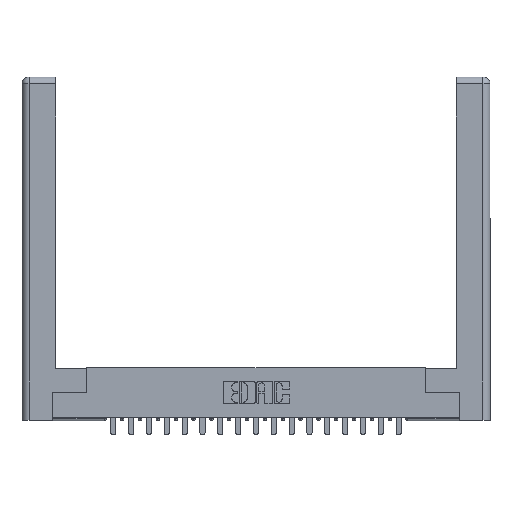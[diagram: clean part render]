
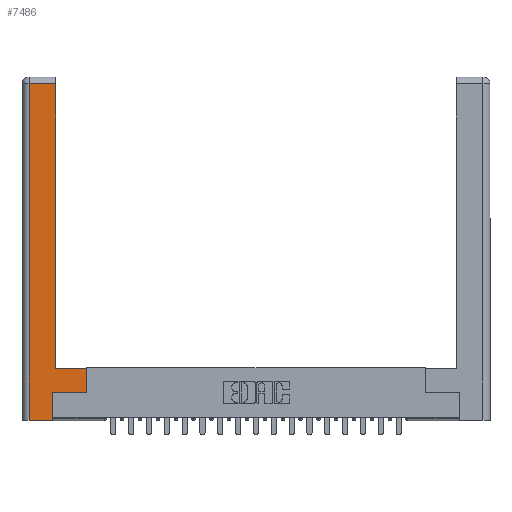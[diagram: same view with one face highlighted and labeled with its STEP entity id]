
A CAD part, top view. The second image highlights one B-rep face of the part: STEP entity #7486.
In plain terms, the highlighted planar face has unit normal (0, 0, 1).
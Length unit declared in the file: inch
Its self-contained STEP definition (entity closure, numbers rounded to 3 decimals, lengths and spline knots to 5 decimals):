
#67 = VERTEX_POINT ( 'NONE', #23929 ) ;
#270 = DIRECTION ( 'NONE',  ( 0., -1., 0. ) ) ;
#358 = ORIENTED_EDGE ( 'NONE', *, *, #3318, .T. ) ;
#520 = ORIENTED_EDGE ( 'NONE', *, *, #11792, .T. ) ;
#785 = CARTESIAN_POINT ( 'NONE',  ( 0.265, 0., 0. ) ) ;
#1399 = VECTOR ( 'NONE', #19200, 39.37008 ) ;
#2203 = EDGE_LOOP ( 'NONE', ( #520, #16339, #8840, #8092, #3383, #3452, #358, #19056 ) ) ;
#2721 = VERTEX_POINT ( 'NONE', #12232 ) ;
#2993 = VECTOR ( 'NONE', #10015, 39.37008 ) ;
#3318 = EDGE_CURVE ( 'NONE', #19307, #12573, #21706, .T. ) ;
#3383 = ORIENTED_EDGE ( 'NONE', *, *, #12820, .T. ) ;
#3452 = ORIENTED_EDGE ( 'NONE', *, *, #10575, .T. ) ;
#3812 = FACE_OUTER_BOUND ( 'NONE', #2203, .T. ) ;
#5321 = DIRECTION ( 'NONE',  ( -1., 0., 0. ) ) ;
#5876 = VECTOR ( 'NONE', #13703, 39.37008 ) ;
#6309 = CARTESIAN_POINT ( 'NONE',  ( 0.265, 0., 0. ) ) ;
#6875 = EDGE_CURVE ( 'NONE', #67, #8112, #14807, .T. ) ;
#7200 = CARTESIAN_POINT ( 'NONE',  ( 0., 0., 0. ) ) ;
#7204 = CARTESIAN_POINT ( 'NONE',  ( 0.0615, 2.94, 0. ) ) ;
#7486 = ADVANCED_FACE ( 'NONE', ( #3812 ), #23499, .F. ) ;
#7528 = CARTESIAN_POINT ( 'NONE',  ( 0.295, 2.94, 0. ) ) ;
#7860 = CARTESIAN_POINT ( 'NONE',  ( 0.265, 0.245, 0. ) ) ;
#8092 = ORIENTED_EDGE ( 'NONE', *, *, #6875, .T. ) ;
#8112 = VERTEX_POINT ( 'NONE', #6309 ) ;
#8623 = VERTEX_POINT ( 'NONE', #18884 ) ;
#8840 = ORIENTED_EDGE ( 'NONE', *, *, #8940, .T. ) ;
#8940 = EDGE_CURVE ( 'NONE', #8623, #67, #15880, .T. ) ;
#9052 = LINE ( 'NONE', #13480, #17087 ) ;
#9306 = VECTOR ( 'NONE', #270, 39.37008 ) ;
#10015 = DIRECTION ( 'NONE',  ( 0., 1., 0. ) ) ;
#10273 = CARTESIAN_POINT ( 'NONE',  ( 0.295, 3., 0. ) ) ;
#10548 = VECTOR ( 'NONE', #23383, 39.37008 ) ;
#10575 = EDGE_CURVE ( 'NONE', #18819, #19307, #22778, .T. ) ;
#10907 = VERTEX_POINT ( 'NONE', #7528 ) ;
#11462 = CARTESIAN_POINT ( 'NONE',  ( 0.565, 0.245, 0. ) ) ;
#11766 = CARTESIAN_POINT ( 'NONE',  ( 0.565, 0.245, 0. ) ) ;
#11792 = EDGE_CURVE ( 'NONE', #2721, #10907, #12835, .T. ) ;
#12232 = CARTESIAN_POINT ( 'NONE',  ( 0.295, 0.45, 0. ) ) ;
#12573 = VERTEX_POINT ( 'NONE', #16273 ) ;
#12582 = LINE ( 'NONE', #7204, #23317 ) ;
#12820 = EDGE_CURVE ( 'NONE', #8112, #18819, #17397, .T. ) ;
#12835 = LINE ( 'NONE', #10273, #10548 ) ;
#13221 = VECTOR ( 'NONE', #20762, 39.37008 ) ;
#13448 = EDGE_CURVE ( 'NONE', #12573, #2721, #9052, .T. ) ;
#13480 = CARTESIAN_POINT ( 'NONE',  ( 0.295, 0.45, 0. ) ) ;
#13703 = DIRECTION ( 'NONE',  ( 1., 0., 0. ) ) ;
#14807 = LINE ( 'NONE', #785, #5876 ) ;
#15716 = EDGE_CURVE ( 'NONE', #10907, #8623, #12582, .T. ) ;
#15880 = LINE ( 'NONE', #20806, #9306 ) ;
#16273 = CARTESIAN_POINT ( 'NONE',  ( 0.565, 0.45, 0. ) ) ;
#16339 = ORIENTED_EDGE ( 'NONE', *, *, #15716, .T. ) ;
#16672 = DIRECTION ( 'NONE',  ( -1., 0., 0. ) ) ;
#17087 = VECTOR ( 'NONE', #23930, 39.37008 ) ;
#17397 = LINE ( 'NONE', #7860, #2993 ) ;
#18819 = VERTEX_POINT ( 'NONE', #19139 ) ;
#18884 = CARTESIAN_POINT ( 'NONE',  ( 0.0615, 2.94, 0. ) ) ;
#19056 = ORIENTED_EDGE ( 'NONE', *, *, #13448, .T. ) ;
#19139 = CARTESIAN_POINT ( 'NONE',  ( 0.265, 0.245, 0. ) ) ;
#19200 = DIRECTION ( 'NONE',  ( 0., 1., 0. ) ) ;
#19307 = VERTEX_POINT ( 'NONE', #11766 ) ;
#20762 = DIRECTION ( 'NONE',  ( 1., 0., 0. ) ) ;
#20806 = CARTESIAN_POINT ( 'NONE',  ( 0.0615, 0., 0. ) ) ;
#20951 = CARTESIAN_POINT ( 'NONE',  ( 0.565, 0.45, 0. ) ) ;
#21706 = LINE ( 'NONE', #20951, #1399 ) ;
#22093 = AXIS2_PLACEMENT_3D ( 'NONE', #7200, #23897, #16672 ) ;
#22778 = LINE ( 'NONE', #11462, #13221 ) ;
#23317 = VECTOR ( 'NONE', #5321, 39.37008 ) ;
#23383 = DIRECTION ( 'NONE',  ( 0., 1., 0. ) ) ;
#23499 = PLANE ( 'NONE',  #22093 ) ;
#23897 = DIRECTION ( 'NONE',  ( 0., 0., -1. ) ) ;
#23929 = CARTESIAN_POINT ( 'NONE',  ( 0.0615, 0., 0. ) ) ;
#23930 = DIRECTION ( 'NONE',  ( -1., 0., 0. ) ) ;
